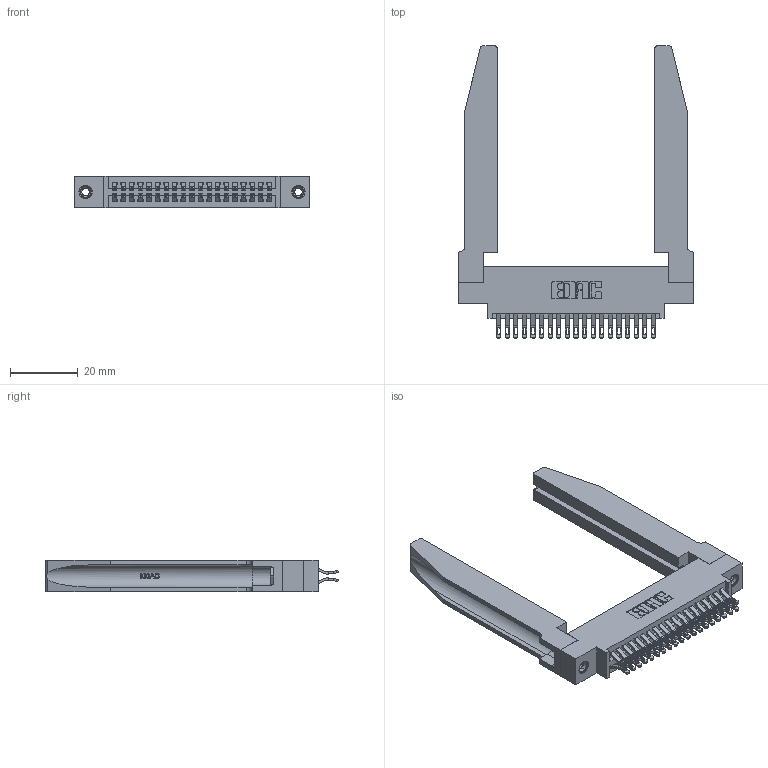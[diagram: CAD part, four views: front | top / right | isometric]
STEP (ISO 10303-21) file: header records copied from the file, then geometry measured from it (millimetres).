
FILE_DESCRIPTION (( 'STEP AP203' ), '1' );
FILE_NAME ('395-038-555-878.STEP', '2019-10-18T04:18:15', ( '' ), ( '' ), 'SwSTEP 2.0', 'SolidWorks 2016', '' );
FILE_SCHEMA (( 'CONFIG_CONTROL_DESIGN' ));
Length unit declared in the file: inch
Products named in the file (5): 345-292-001_555 Tail; 345-250-001_345-250-001-102; 345-220-078_345-220-078; 395-038-555-878; 345 Part_0.170 Offset - 0.156 Dia-TH
Assembly tree (43 placements, depth 2):
  395-038-555-878
    345 Part_0.170 Offset - 0.156 Dia-TH
    345-292-001_555 Tail  x38
    345-250-001_345-250-001-102  x2
    345-220-078_345-220-078  x2
Bounding box: 69.49 x 86.41 x 9.4 mm (x, y, z)
Volume: 14304.5 mm3; surface area: 16578.3 mm2
Topology: 43 solids, 43 shells, 2492 faces, 7687 edges, 5114 vertices
Faces by surface type: plane 1404, cylinder 1036, bspline 36, cone 12, torus 4
Entity records: 23202 total; most frequent: CARTESIAN_POINT 4865, ORIENTED_EDGE 3666, DIRECTION 3279, EDGE_CURVE 1833, LINE 1511, VECTOR 1511, VERTEX_POINT 1216, AXIS2_PLACEMENT_3D 884
